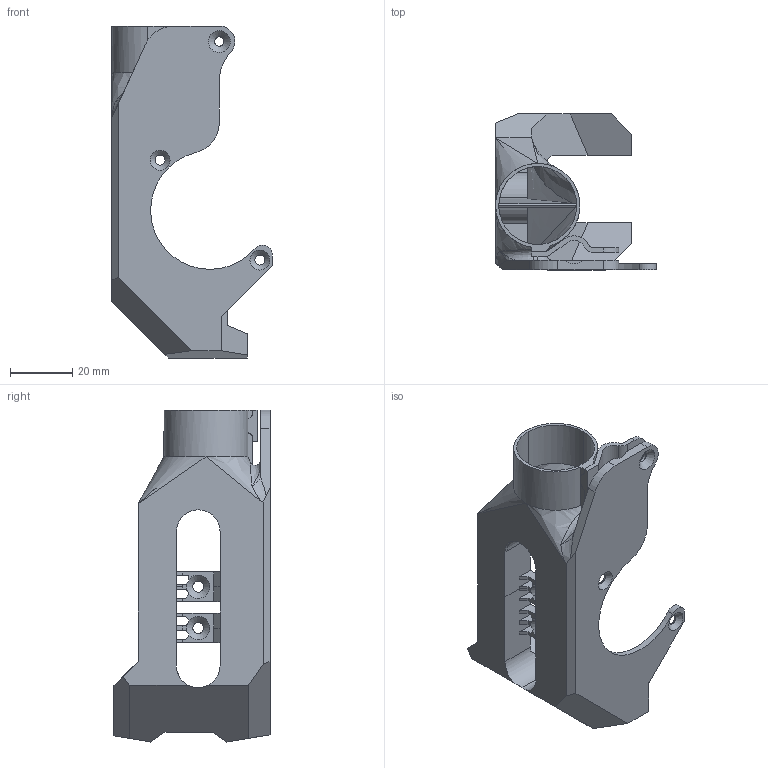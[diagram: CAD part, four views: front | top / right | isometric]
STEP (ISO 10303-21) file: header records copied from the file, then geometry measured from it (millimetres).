
FILE_DESCRIPTION(/* description */ (''),/* implementation_level */ '2;1');
FILE_NAME(/* name */ 'CPAP_AirDuct.step',/* time_stamp */ '2024-05-10T17:31:09+03:00',/* author */ (''),/* organization */ (''),/* preprocessor_version */ 'ST-DEVELOPER v20',/* originating_system */ 'Autodesk Translation Framework v12.20.1.177',/* authorisation */ '');
FILE_SCHEMA (('AUTOMOTIVE_DESIGN { 1 0 10303 214 3 1 1 }'));
Length unit declared in the file: millimetre
Products named in the file (1): FusionComponent
Bounding box: 51.5 x 50 x 106.4 mm (x, y, z)
Volume: 20666 mm3; surface area: 31072.2 mm2
Topology: 2 solids, 2 shells, 247 faces, 766 edges, 496 vertices
Faces by surface type: plane 171, cylinder 37, bspline 34, cone 5
Full cylindrical faces by diameter (mm): 3 x2, 3.2 x2, 3.5 x2
Entity records: 10173 total; most frequent: CARTESIAN_POINT 3556, ORIENTED_EDGE 1524, DIRECTION 1164, EDGE_CURVE 762, LINE 526, VECTOR 526, VERTEX_POINT 496, AXIS2_PLACEMENT_3D 319
